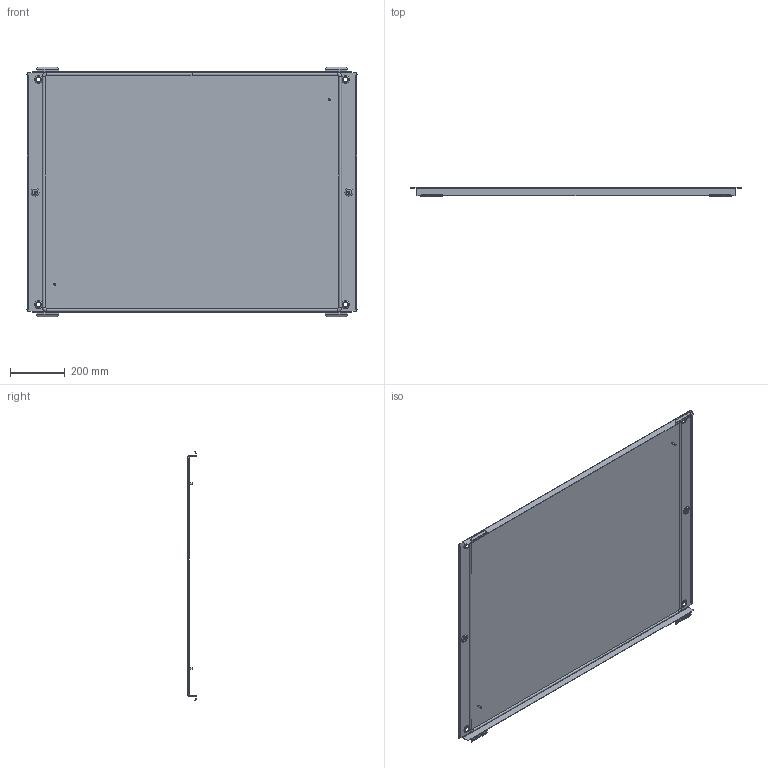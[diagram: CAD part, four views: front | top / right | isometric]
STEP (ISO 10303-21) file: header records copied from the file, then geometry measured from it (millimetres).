
FILE_DESCRIPTION (( 'STEP AP214' ), '1' );
FILE_NAME ('622.900.STEP', '2024-09-26T05:56:54', ( '' ), ( '' ), 'SwSTEP 2.0', 'SolidWorks 2021', '' );
FILE_SCHEMA (( 'AUTOMOTIVE_DESIGN' ));
Length unit declared in the file: millimetre
Products named in the file (4): 622.900; Ãàñêåòèíã êðûøè ÌÊ-20 W1200D900; Êðûøà W1200D900; Øïèëüêà ïðèâàðíàÿ Ì6õ16
Assembly tree (4 placements, depth 2):
  622.900
    Êðûøà W1200D900
    Ãàñêåòèíã êðûøè ÌÊ-20 W1200D900
    Øïèëüêà ïðèâàðíàÿ Ì6õ16  x2
Bounding box: 1203.05 x 32.2 x 910.56 mm (x, y, z)
Volume: 1812073 mm3; surface area: 2361091.9 mm2
Topology: 4 solids, 4 shells, 234 faces, 524 edges, 310 vertices
Faces by surface type: plane 125, cylinder 69, cone 28, bspline 8, torus 4
Entity records: 6441 total; most frequent: CARTESIAN_POINT 1176, DIRECTION 1111, ORIENTED_EDGE 1016, EDGE_CURVE 508, AXIS2_PLACEMENT_3D 411, VERTEX_POINT 300, VECTOR 289, LINE 289
